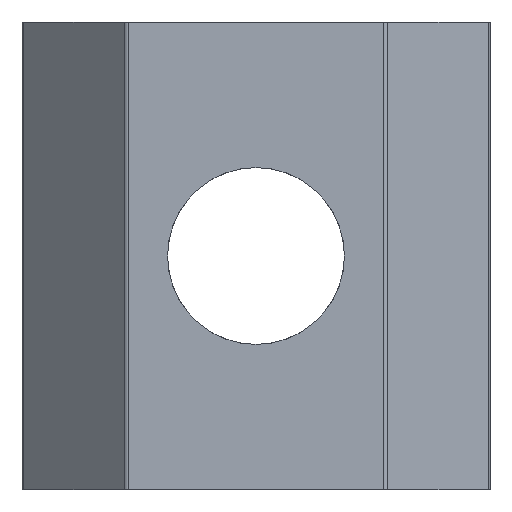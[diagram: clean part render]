
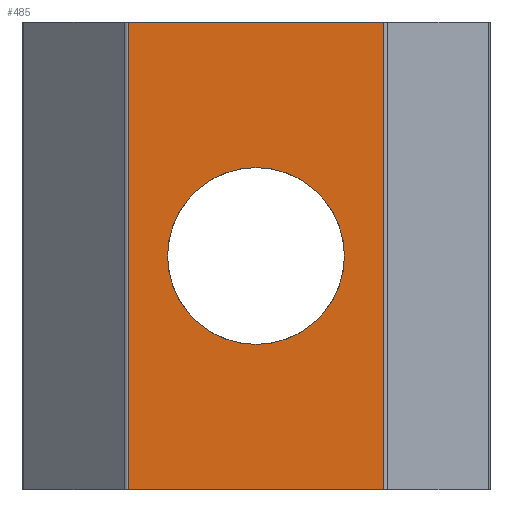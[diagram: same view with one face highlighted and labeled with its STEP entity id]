
A CAD part, front view. The second image highlights one B-rep face of the part: STEP entity #485.
In plain terms, the highlighted planar face has unit normal (0, -1, 0).
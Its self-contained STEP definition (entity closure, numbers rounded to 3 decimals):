
#32 = FACE_OUTER_BOUND ( 'NONE', #684, .T. ) ;
#56 = FACE_BOUND ( 'NONE', #692, .T. ) ;
#91 = AXIS2_PLACEMENT_3D ( 'NONE', #224, #223, #222 ) ;
#99 = AXIS2_PLACEMENT_3D ( 'NONE', #276, #274, #273 ) ;
#133 = CARTESIAN_POINT ( 'NONE',  ( 0., -4.5, 9. ) ) ;
#138 = DIRECTION ( 'NONE',  ( 1., 0., 0. ) ) ;
#207 = DIRECTION ( 'NONE',  ( 0., 0., -1. ) ) ;
#209 = CARTESIAN_POINT ( 'NONE',  ( -4.917, -4.5, -9. ) ) ;
#212 = DIRECTION ( 'NONE',  ( 1., 0., 0. ) ) ;
#213 = DIRECTION ( 'NONE',  ( 0., 0., 1. ) ) ;
#216 = CARTESIAN_POINT ( 'NONE',  ( 4.917, -4.5, 9. ) ) ;
#221 = CARTESIAN_POINT ( 'NONE',  ( 0., -4.5, -9. ) ) ;
#222 = DIRECTION ( 'NONE',  ( 0., 0., 1. ) ) ;
#223 = DIRECTION ( 'NONE',  ( 0., 1., 0. ) ) ;
#224 = CARTESIAN_POINT ( 'NONE',  ( 0., -4.5, 0. ) ) ;
#273 = DIRECTION ( 'NONE',  ( 0., 0., 1. ) ) ;
#274 = DIRECTION ( 'NONE',  ( 0., 1., 0. ) ) ;
#276 = CARTESIAN_POINT ( 'NONE',  ( 0., -4.5, 0. ) ) ;
#301 = CARTESIAN_POINT ( 'NONE',  ( -4.917, -4.5, -9. ) ) ;
#308 = CARTESIAN_POINT ( 'NONE',  ( 4.917, -4.5, -9. ) ) ;
#313 = CARTESIAN_POINT ( 'NONE',  ( 0., -4.5, 3.4 ) ) ;
#318 = CARTESIAN_POINT ( 'NONE',  ( 4.917, -4.5, 9. ) ) ;
#320 = CARTESIAN_POINT ( 'NONE',  ( 0., -4.5, -3.4 ) ) ;
#321 = CARTESIAN_POINT ( 'NONE',  ( -4.917, -4.5, 9. ) ) ;
#400 = DIRECTION ( 'NONE',  ( 0., 0., 1. ) ) ;
#401 = DIRECTION ( 'NONE',  ( 0., 1., 0. ) ) ;
#416 = PLANE ( 'NONE',  #758 ) ;
#418 = CARTESIAN_POINT ( 'NONE',  ( 0., -4.5, 9. ) ) ;
#427 = LINE ( 'NONE', #216, #432 ) ;
#430 = LINE ( 'NONE', #221, #475 ) ;
#431 = VECTOR ( 'NONE', #138, 1000. ) ;
#432 = VECTOR ( 'NONE', #213, 1000. ) ;
#435 = CIRCLE ( 'NONE', #91, 3.4 ) ;
#437 = LINE ( 'NONE', #133, #431 ) ;
#475 = VECTOR ( 'NONE', #212, 1000. ) ;
#476 = VECTOR ( 'NONE', #207, 1000. ) ;
#481 = LINE ( 'NONE', #209, #476 ) ;
#485 = ADVANCED_FACE ( 'NONE', ( #56, #32 ), #416, .F. ) ;
#558 = ORIENTED_EDGE ( 'NONE', *, *, #803, .T. ) ;
#566 = ORIENTED_EDGE ( 'NONE', *, *, #802, .T. ) ;
#632 = CIRCLE ( 'NONE', #99, 3.4 ) ;
#648 = VERTEX_POINT ( 'NONE', #321 ) ;
#650 = VERTEX_POINT ( 'NONE', #320 ) ;
#653 = VERTEX_POINT ( 'NONE', #318 ) ;
#663 = VERTEX_POINT ( 'NONE', #308 ) ;
#665 = VERTEX_POINT ( 'NONE', #313 ) ;
#672 = VERTEX_POINT ( 'NONE', #301 ) ;
#684 = EDGE_LOOP ( 'NONE', ( #729, #706, #558, #566 ) ) ;
#692 = EDGE_LOOP ( 'NONE', ( #736, #735 ) ) ;
#706 = ORIENTED_EDGE ( 'NONE', *, *, #805, .T. ) ;
#729 = ORIENTED_EDGE ( 'NONE', *, *, #799, .F. ) ;
#735 = ORIENTED_EDGE ( 'NONE', *, *, #764, .T. ) ;
#736 = ORIENTED_EDGE ( 'NONE', *, *, #798, .T. ) ;
#758 = AXIS2_PLACEMENT_3D ( 'NONE', #418, #401, #400 ) ;
#764 = EDGE_CURVE ( 'NONE', #650, #665, #632, .T. ) ;
#798 = EDGE_CURVE ( 'NONE', #665, #650, #435, .T. ) ;
#799 = EDGE_CURVE ( 'NONE', #648, #653, #437, .T. ) ;
#802 = EDGE_CURVE ( 'NONE', #663, #653, #427, .T. ) ;
#803 = EDGE_CURVE ( 'NONE', #672, #663, #430, .T. ) ;
#805 = EDGE_CURVE ( 'NONE', #648, #672, #481, .T. ) ;
